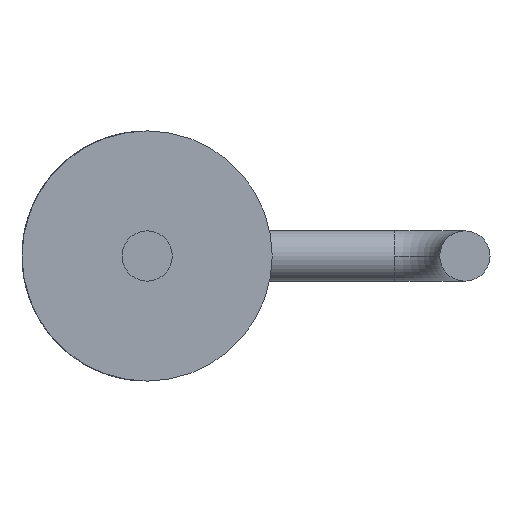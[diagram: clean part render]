
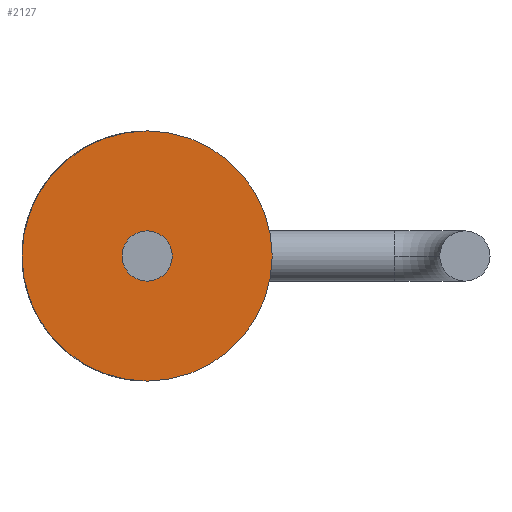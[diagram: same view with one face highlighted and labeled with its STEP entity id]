
A CAD part, front view. The second image highlights one B-rep face of the part: STEP entity #2127.
In plain terms, the highlighted planar face has unit normal (0, -1, 0).
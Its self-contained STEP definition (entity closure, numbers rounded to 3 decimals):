
#4 = DIRECTION ( 'NONE',  ( 0., 1., 0. ) ) ;
#164 = CARTESIAN_POINT ( 'NONE',  ( 0., 2., 0. ) ) ;
#190 = ORIENTED_EDGE ( 'NONE', *, *, #4498, .F. ) ;
#192 = EDGE_CURVE ( 'NONE', #1637, #4453, #1541, .T. ) ;
#202 = DIRECTION ( 'NONE',  ( 0., 0., 1. ) ) ;
#464 = CARTESIAN_POINT ( 'NONE',  ( 0., 2., 2.5 ) ) ;
#754 = EDGE_LOOP ( 'NONE', ( #3811, #190 ) ) ;
#779 = CIRCLE ( 'NONE', #2145, 2.5 ) ;
#1016 = AXIS2_PLACEMENT_3D ( 'NONE', #1550, #5024, #1212 ) ;
#1212 = DIRECTION ( 'NONE',  ( 0., 0., 1. ) ) ;
#1271 = EDGE_LOOP ( 'NONE', ( #1962, #1482 ) ) ;
#1294 = DIRECTION ( 'NONE',  ( 0., 0., 1. ) ) ;
#1303 = DIRECTION ( 'NONE',  ( 0., 0., 1. ) ) ;
#1482 = ORIENTED_EDGE ( 'NONE', *, *, #2540, .F. ) ;
#1541 = CIRCLE ( 'NONE', #5173, 0.502 ) ;
#1550 = CARTESIAN_POINT ( 'NONE',  ( 0., 2., 0. ) ) ;
#1637 = VERTEX_POINT ( 'NONE', #2330 ) ;
#1728 = AXIS2_PLACEMENT_3D ( 'NONE', #1791, #3540, #202 ) ;
#1791 = CARTESIAN_POINT ( 'NONE',  ( 0., 2., 0. ) ) ;
#1962 = ORIENTED_EDGE ( 'NONE', *, *, #192, .F. ) ;
#2127 = ADVANCED_FACE ( 'NONE', ( #4792, #2244 ), #4334, .F. ) ;
#2145 = AXIS2_PLACEMENT_3D ( 'NONE', #2586, #4, #1303 ) ;
#2157 = VERTEX_POINT ( 'NONE', #4101 ) ;
#2244 = FACE_OUTER_BOUND ( 'NONE', #754, .T. ) ;
#2330 = CARTESIAN_POINT ( 'NONE',  ( 0.502, 2., 0. ) ) ;
#2367 = CIRCLE ( 'NONE', #1016, 0.502 ) ;
#2540 = EDGE_CURVE ( 'NONE', #4453, #1637, #2367, .T. ) ;
#2586 = CARTESIAN_POINT ( 'NONE',  ( 0., 2., 0. ) ) ;
#3001 = VERTEX_POINT ( 'NONE', #464 ) ;
#3540 = DIRECTION ( 'NONE',  ( 0., 1., 0. ) ) ;
#3772 = CIRCLE ( 'NONE', #4685, 2.5 ) ;
#3811 = ORIENTED_EDGE ( 'NONE', *, *, #5406, .F. ) ;
#4101 = CARTESIAN_POINT ( 'NONE',  ( 0., 2., -2.5 ) ) ;
#4264 = DIRECTION ( 'NONE',  ( 0., 1., 0. ) ) ;
#4334 = PLANE ( 'NONE',  #1728 ) ;
#4453 = VERTEX_POINT ( 'NONE', #4474 ) ;
#4474 = CARTESIAN_POINT ( 'NONE',  ( -0.502, 2., 0. ) ) ;
#4498 = EDGE_CURVE ( 'NONE', #3001, #2157, #3772, .T. ) ;
#4541 = DIRECTION ( 'NONE',  ( 0., -1., 0. ) ) ;
#4685 = AXIS2_PLACEMENT_3D ( 'NONE', #5560, #4264, #1294 ) ;
#4792 = FACE_BOUND ( 'NONE', #1271, .T. ) ;
#5024 = DIRECTION ( 'NONE',  ( 0., -1., 0. ) ) ;
#5173 = AXIS2_PLACEMENT_3D ( 'NONE', #164, #4541, #5433 ) ;
#5406 = EDGE_CURVE ( 'NONE', #2157, #3001, #779, .T. ) ;
#5433 = DIRECTION ( 'NONE',  ( 0., 0., 1. ) ) ;
#5560 = CARTESIAN_POINT ( 'NONE',  ( 0., 2., 0. ) ) ;
